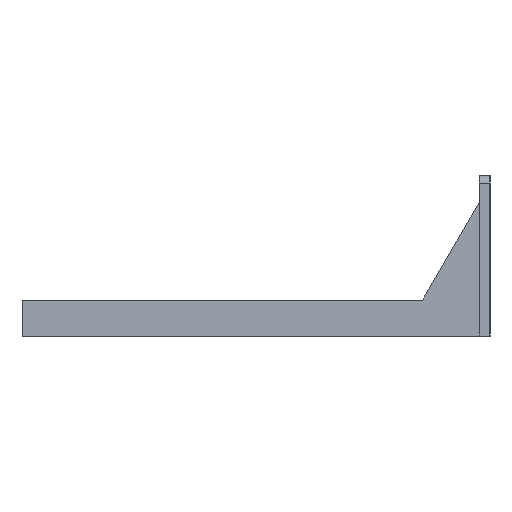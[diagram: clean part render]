
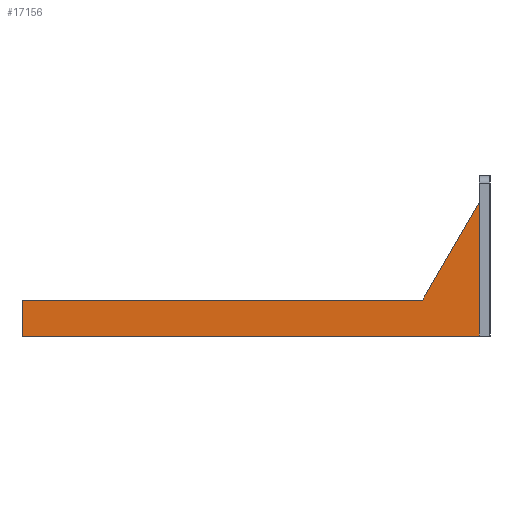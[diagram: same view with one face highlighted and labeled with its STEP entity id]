
A CAD part, left-side view. The second image highlights one B-rep face of the part: STEP entity #17156.
In plain terms, the highlighted planar face has unit normal (-1, 0, 0).
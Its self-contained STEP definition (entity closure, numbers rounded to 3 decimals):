
#251 = PLANE('',#252);
#252 = AXIS2_PLACEMENT_3D('',#253,#254,#255);
#253 = CARTESIAN_POINT('',(29.5,0.,0.));
#254 = DIRECTION('',(0.,0.,1.));
#255 = DIRECTION('',(1.,0.,0.));
#385 = PLANE('',#386);
#386 = AXIS2_PLACEMENT_3D('',#387,#388,#389);
#387 = CARTESIAN_POINT('',(224.5,3.,0.));
#388 = DIRECTION('',(0.,1.,0.));
#389 = DIRECTION('',(-0.,-0.,-1.));
#5346 = VERTEX_POINT('',#5347);
#5347 = CARTESIAN_POINT('',(-1.6,3.,0.));
#5368 = EDGE_CURVE('',#5346,#5369,#5371,.T.);
#5369 = VERTEX_POINT('',#5370);
#5370 = CARTESIAN_POINT('',(-1.6,130.,0.));
#5371 = SURFACE_CURVE('',#5372,(#5376,#5383),.PCURVE_S1.);
#5372 = LINE('',#5373,#5374);
#5373 = CARTESIAN_POINT('',(-1.6,0.,0.));
#5374 = VECTOR('',#5375,1.);
#5375 = DIRECTION('',(0.,1.,0.));
#5376 = PCURVE('',#251,#5377);
#5377 = DEFINITIONAL_REPRESENTATION('',(#5378),#5382);
#5378 = LINE('',#5379,#5380);
#5379 = CARTESIAN_POINT('',(-31.1,0.));
#5380 = VECTOR('',#5381,1.);
#5381 = DIRECTION('',(0.,1.));
#5382 = ( GEOMETRIC_REPRESENTATION_CONTEXT(2) 
PARAMETRIC_REPRESENTATION_CONTEXT() REPRESENTATION_CONTEXT('2D SPACE',''
  ) );
#5383 = PCURVE('',#5384,#5389);
#5384 = PLANE('',#5385);
#5385 = AXIS2_PLACEMENT_3D('',#5386,#5387,#5388);
#5386 = CARTESIAN_POINT('',(-1.6,0.,0.));
#5387 = DIRECTION('',(1.,0.,0.));
#5388 = DIRECTION('',(0.,0.,1.));
#5389 = DEFINITIONAL_REPRESENTATION('',(#5390),#5394);
#5390 = LINE('',#5391,#5392);
#5391 = CARTESIAN_POINT('',(0.,0.));
#5392 = VECTOR('',#5393,1.);
#5393 = DIRECTION('',(0.,-1.));
#5394 = ( GEOMETRIC_REPRESENTATION_CONTEXT(2) 
PARAMETRIC_REPRESENTATION_CONTEXT() REPRESENTATION_CONTEXT('2D SPACE',''
  ) );
#5412 = PLANE('',#5413);
#5413 = AXIS2_PLACEMENT_3D('',#5414,#5415,#5416);
#5414 = CARTESIAN_POINT('',(0.,130.,0.));
#5415 = DIRECTION('',(0.,1.,0.));
#5416 = DIRECTION('',(1.,0.,0.));
#9777 = EDGE_CURVE('',#9778,#5346,#9780,.T.);
#9778 = VERTEX_POINT('',#9779);
#9779 = CARTESIAN_POINT('',(-1.6,3.,37.058));
#9780 = SURFACE_CURVE('',#9781,(#9785,#9792),.PCURVE_S1.);
#9781 = LINE('',#9782,#9783);
#9782 = CARTESIAN_POINT('',(-1.6,3.,37.058));
#9783 = VECTOR('',#9784,1.);
#9784 = DIRECTION('',(0.,0.,-1.));
#9785 = PCURVE('',#385,#9786);
#9786 = DEFINITIONAL_REPRESENTATION('',(#9787),#9791);
#9787 = LINE('',#9788,#9789);
#9788 = CARTESIAN_POINT('',(-37.058,226.1));
#9789 = VECTOR('',#9790,1.);
#9790 = DIRECTION('',(1.,0.));
#9791 = ( GEOMETRIC_REPRESENTATION_CONTEXT(2) 
PARAMETRIC_REPRESENTATION_CONTEXT() REPRESENTATION_CONTEXT('2D SPACE',''
  ) );
#9792 = PCURVE('',#5384,#9793);
#9793 = DEFINITIONAL_REPRESENTATION('',(#9794),#9798);
#9794 = LINE('',#9795,#9796);
#9795 = CARTESIAN_POINT('',(37.058,-3.));
#9796 = VECTOR('',#9797,1.);
#9797 = DIRECTION('',(-1.,0.));
#9798 = ( GEOMETRIC_REPRESENTATION_CONTEXT(2) 
PARAMETRIC_REPRESENTATION_CONTEXT() REPRESENTATION_CONTEXT('2D SPACE',''
  ) );
#9815 = PLANE('',#9816);
#9816 = AXIS2_PLACEMENT_3D('',#9817,#9818,#9819);
#9817 = CARTESIAN_POINT('',(0.,0.,42.225));
#9818 = DIRECTION('',(-0.,-0.865,-0.502));
#9819 = DIRECTION('',(0.,0.502,-0.865));
#11128 = PLANE('',#11129);
#11129 = AXIS2_PLACEMENT_3D('',#11130,#11131,#11132);
#11130 = CARTESIAN_POINT('',(195.,0.,10.));
#11131 = DIRECTION('',(0.,0.,1.));
#11132 = DIRECTION('',(1.,0.,0.));
#17156 = ADVANCED_FACE('',(#17157),#5384,.F.);
#17157 = FACE_BOUND('',#17158,.F.);
#17158 = EDGE_LOOP('',(#17159,#17184,#17205,#17206,#17207));
#17159 = ORIENTED_EDGE('',*,*,#17160,.F.);
#17160 = EDGE_CURVE('',#17161,#17163,#17165,.T.);
#17161 = VERTEX_POINT('',#17162);
#17162 = CARTESIAN_POINT('',(-1.6,18.708,10.));
#17163 = VERTEX_POINT('',#17164);
#17164 = CARTESIAN_POINT('',(-1.6,130.,10.));
#17165 = SURFACE_CURVE('',#17166,(#17170,#17177),.PCURVE_S1.);
#17166 = LINE('',#17167,#17168);
#17167 = CARTESIAN_POINT('',(-1.6,0.,10.));
#17168 = VECTOR('',#17169,1.);
#17169 = DIRECTION('',(0.,1.,0.));
#17170 = PCURVE('',#5384,#17171);
#17171 = DEFINITIONAL_REPRESENTATION('',(#17172),#17176);
#17172 = LINE('',#17173,#17174);
#17173 = CARTESIAN_POINT('',(10.,0.));
#17174 = VECTOR('',#17175,1.);
#17175 = DIRECTION('',(0.,-1.));
#17176 = ( GEOMETRIC_REPRESENTATION_CONTEXT(2) 
PARAMETRIC_REPRESENTATION_CONTEXT() REPRESENTATION_CONTEXT('2D SPACE',''
  ) );
#17177 = PCURVE('',#11128,#17178);
#17178 = DEFINITIONAL_REPRESENTATION('',(#17179),#17183);
#17179 = LINE('',#17180,#17181);
#17180 = CARTESIAN_POINT('',(-196.6,0.));
#17181 = VECTOR('',#17182,1.);
#17182 = DIRECTION('',(0.,1.));
#17183 = ( GEOMETRIC_REPRESENTATION_CONTEXT(2) 
PARAMETRIC_REPRESENTATION_CONTEXT() REPRESENTATION_CONTEXT('2D SPACE',''
  ) );
#17184 = ORIENTED_EDGE('',*,*,#17185,.F.);
#17185 = EDGE_CURVE('',#9778,#17161,#17186,.T.);
#17186 = SURFACE_CURVE('',#17187,(#17191,#17198),.PCURVE_S1.);
#17187 = LINE('',#17188,#17189);
#17188 = CARTESIAN_POINT('',(-1.6,0.,42.225));
#17189 = VECTOR('',#17190,1.);
#17190 = DIRECTION('',(0.,0.502,-0.865));
#17191 = PCURVE('',#5384,#17192);
#17192 = DEFINITIONAL_REPRESENTATION('',(#17193),#17197);
#17193 = LINE('',#17194,#17195);
#17194 = CARTESIAN_POINT('',(42.225,0.));
#17195 = VECTOR('',#17196,1.);
#17196 = DIRECTION('',(-0.865,-0.502));
#17197 = ( GEOMETRIC_REPRESENTATION_CONTEXT(2) 
PARAMETRIC_REPRESENTATION_CONTEXT() REPRESENTATION_CONTEXT('2D SPACE',''
  ) );
#17198 = PCURVE('',#9815,#17199);
#17199 = DEFINITIONAL_REPRESENTATION('',(#17200),#17204);
#17200 = LINE('',#17201,#17202);
#17201 = CARTESIAN_POINT('',(0.,-1.6));
#17202 = VECTOR('',#17203,1.);
#17203 = DIRECTION('',(1.,0.));
#17204 = ( GEOMETRIC_REPRESENTATION_CONTEXT(2) 
PARAMETRIC_REPRESENTATION_CONTEXT() REPRESENTATION_CONTEXT('2D SPACE',''
  ) );
#17205 = ORIENTED_EDGE('',*,*,#9777,.T.);
#17206 = ORIENTED_EDGE('',*,*,#5368,.T.);
#17207 = ORIENTED_EDGE('',*,*,#17208,.T.);
#17208 = EDGE_CURVE('',#5369,#17163,#17209,.T.);
#17209 = SURFACE_CURVE('',#17210,(#17214,#17221),.PCURVE_S1.);
#17210 = LINE('',#17211,#17212);
#17211 = CARTESIAN_POINT('',(-1.6,130.,0.));
#17212 = VECTOR('',#17213,1.);
#17213 = DIRECTION('',(0.,0.,1.));
#17214 = PCURVE('',#5384,#17215);
#17215 = DEFINITIONAL_REPRESENTATION('',(#17216),#17220);
#17216 = LINE('',#17217,#17218);
#17217 = CARTESIAN_POINT('',(0.,-130.));
#17218 = VECTOR('',#17219,1.);
#17219 = DIRECTION('',(1.,0.));
#17220 = ( GEOMETRIC_REPRESENTATION_CONTEXT(2) 
PARAMETRIC_REPRESENTATION_CONTEXT() REPRESENTATION_CONTEXT('2D SPACE',''
  ) );
#17221 = PCURVE('',#5412,#17222);
#17222 = DEFINITIONAL_REPRESENTATION('',(#17223),#17227);
#17223 = LINE('',#17224,#17225);
#17224 = CARTESIAN_POINT('',(-1.6,0.));
#17225 = VECTOR('',#17226,1.);
#17226 = DIRECTION('',(0.,-1.));
#17227 = ( GEOMETRIC_REPRESENTATION_CONTEXT(2) 
PARAMETRIC_REPRESENTATION_CONTEXT() REPRESENTATION_CONTEXT('2D SPACE',''
  ) );
